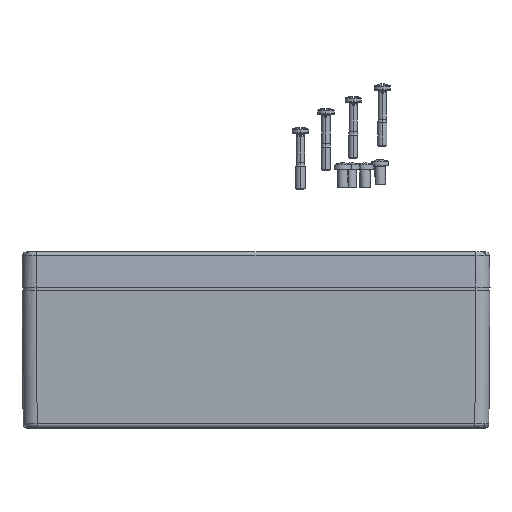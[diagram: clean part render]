
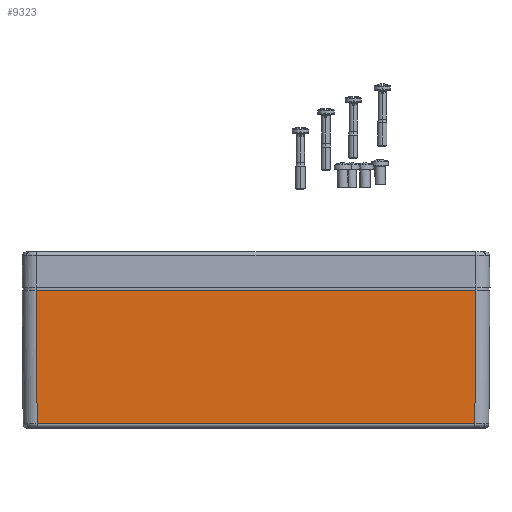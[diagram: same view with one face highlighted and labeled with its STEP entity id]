
A CAD part, top view. The second image highlights one B-rep face of the part: STEP entity #9323.
In plain terms, the highlighted planar face has unit normal (0, -0.008, 1).
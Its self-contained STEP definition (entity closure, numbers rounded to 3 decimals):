
#7328 = VERTEX_POINT ( 'NONE', #27889 ) ;
#9021 = VERTEX_POINT ( 'NONE', #31337 ) ;
#9089 = VERTEX_POINT ( 'NONE', #31532 ) ;
#9100 = EDGE_CURVE ( 'NONE', #9021, #9089, #31554, .T. ) ;
#9235 = EDGE_LOOP ( 'NONE', ( #9345, #9325, #9327, #9326 ) ) ;
#9244 = EDGE_CURVE ( 'NONE', #9089, #7328, #31835, .T. ) ;
#9279 = VERTEX_POINT ( 'NONE', #31846 ) ;
#9284 = EDGE_CURVE ( 'NONE', #7328, #9279, #31898, .T. ) ;
#9323 = ADVANCED_FACE ( 'NONE', ( #31884 ), #31899, .T. ) ;
#9325 = ORIENTED_EDGE ( 'NONE', *, *, #9100, .T. ) ;
#9326 = ORIENTED_EDGE ( 'NONE', *, *, #9284, .T. ) ;
#9327 = ORIENTED_EDGE ( 'NONE', *, *, #9244, .T. ) ;
#9342 = EDGE_CURVE ( 'NONE', #9279, #9021, #31931, .T. ) ;
#9345 = ORIENTED_EDGE ( 'NONE', *, *, #9342, .T. ) ;
#27889 = CARTESIAN_POINT ( 'NONE',  ( -93.518, -60.012, 74.518 ) ) ;
#31337 = CARTESIAN_POINT ( 'NONE',  ( 93.976, -3., 74.976 ) ) ;
#31532 = CARTESIAN_POINT ( 'NONE',  ( -93.976, -3., 74.976 ) ) ;
#31554 = LINE ( 'NONE', #31576, #31575 ) ;
#31574 = DIRECTION ( 'NONE',  ( -1., 0., 0. ) ) ;
#31575 = VECTOR ( 'NONE', #31574, 1000. ) ;
#31576 = CARTESIAN_POINT ( 'NONE',  ( -100., -3., 74.976 ) ) ;
#31832 = DIRECTION ( 'NONE',  ( 0.008, -1., -0.008 ) ) ;
#31833 = VECTOR ( 'NONE', #31832, 1000. ) ;
#31834 = CARTESIAN_POINT ( 'NONE',  ( -94.001, 0.048, 75. ) ) ;
#31835 = LINE ( 'NONE', #31834, #31833 ) ;
#31846 = CARTESIAN_POINT ( 'NONE',  ( 93.518, -60.012, 74.518 ) ) ;
#31871 = DIRECTION ( 'NONE',  ( 0., -1., -0.008 ) ) ;
#31872 = DIRECTION ( 'NONE',  ( 0., -0.008, 1. ) ) ;
#31873 = CARTESIAN_POINT ( 'NONE',  ( -100., 0., 75. ) ) ;
#31877 = AXIS2_PLACEMENT_3D ( 'NONE', #31873, #31872, #31871 ) ;
#31884 = FACE_OUTER_BOUND ( 'NONE', #9235, .T. ) ;
#31895 = DIRECTION ( 'NONE',  ( 1., 0., 0. ) ) ;
#31896 = VECTOR ( 'NONE', #31895, 1000. ) ;
#31897 = CARTESIAN_POINT ( 'NONE',  ( -100., -60.012, 74.518 ) ) ;
#31898 = LINE ( 'NONE', #31897, #31896 ) ;
#31899 = PLANE ( 'NONE',  #31877 ) ;
#31921 = DIRECTION ( 'NONE',  ( 0.008, 1., 0.008 ) ) ;
#31922 = VECTOR ( 'NONE', #31921, 1000. ) ;
#31930 = CARTESIAN_POINT ( 'NONE',  ( 93.988, -1.557, 74.987 ) ) ;
#31931 = LINE ( 'NONE', #31930, #31922 ) ;
